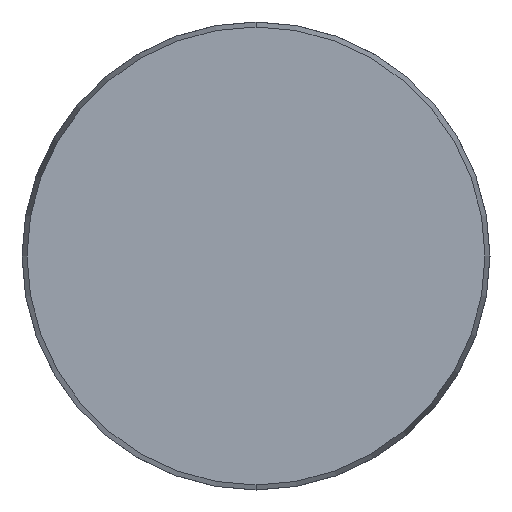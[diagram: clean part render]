
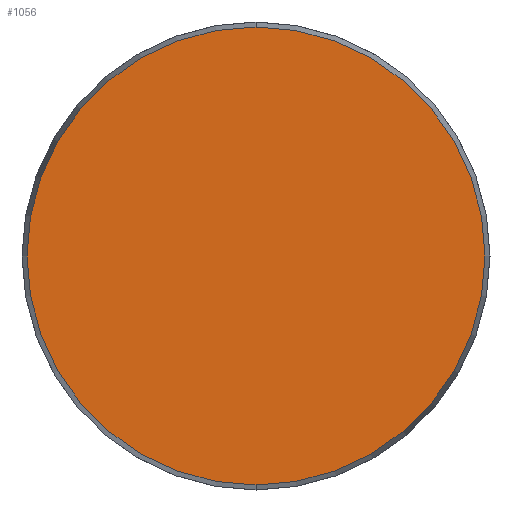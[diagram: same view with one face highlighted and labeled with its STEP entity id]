
A CAD part, front view. The second image highlights one B-rep face of the part: STEP entity #1056.
In plain terms, the highlighted planar face has unit normal (0, -1, 0).
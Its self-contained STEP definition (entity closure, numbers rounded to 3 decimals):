
#45 = DIRECTION ( 'NONE',  ( 0., 0., -1. ) ) ;
#53 = AXIS2_PLACEMENT_3D ( 'NONE', #825, #164, #731 ) ;
#98 = PLANE ( 'NONE',  #453 ) ;
#164 = DIRECTION ( 'NONE',  ( 0., -1., 0. ) ) ;
#188 = CARTESIAN_POINT ( 'NONE',  ( -39.143, 0., 0. ) ) ;
#196 = ORIENTED_EDGE ( 'NONE', *, *, #285, .T. ) ;
#203 = AXIS2_PLACEMENT_3D ( 'NONE', #593, #875, #45 ) ;
#285 = EDGE_CURVE ( 'NONE', #930, #1055, #623, .T. ) ;
#309 = ORIENTED_EDGE ( 'NONE', *, *, #810, .T. ) ;
#393 = CARTESIAN_POINT ( 'NONE',  ( 0., 0., 39.143 ) ) ;
#453 = AXIS2_PLACEMENT_3D ( 'NONE', #188, #920, #741 ) ;
#504 = EDGE_LOOP ( 'NONE', ( #309, #196 ) ) ;
#593 = CARTESIAN_POINT ( 'NONE',  ( 0., 0., 0. ) ) ;
#623 = CIRCLE ( 'NONE', #203, 39.143 ) ;
#731 = DIRECTION ( 'NONE',  ( 0., 0., -1. ) ) ;
#741 = DIRECTION ( 'NONE',  ( 0., 0., 1. ) ) ;
#744 = CIRCLE ( 'NONE', #53, 39.143 ) ;
#749 = CARTESIAN_POINT ( 'NONE',  ( 0., 0., -39.143 ) ) ;
#759 = FACE_OUTER_BOUND ( 'NONE', #504, .T. ) ;
#810 = EDGE_CURVE ( 'NONE', #1055, #930, #744, .T. ) ;
#825 = CARTESIAN_POINT ( 'NONE',  ( 0., 0., 0. ) ) ;
#875 = DIRECTION ( 'NONE',  ( 0., -1., 0. ) ) ;
#920 = DIRECTION ( 'NONE',  ( 0., 1., 0. ) ) ;
#930 = VERTEX_POINT ( 'NONE', #749 ) ;
#1055 = VERTEX_POINT ( 'NONE', #393 ) ;
#1056 = ADVANCED_FACE ( 'NONE', ( #759 ), #98, .F. ) ;
